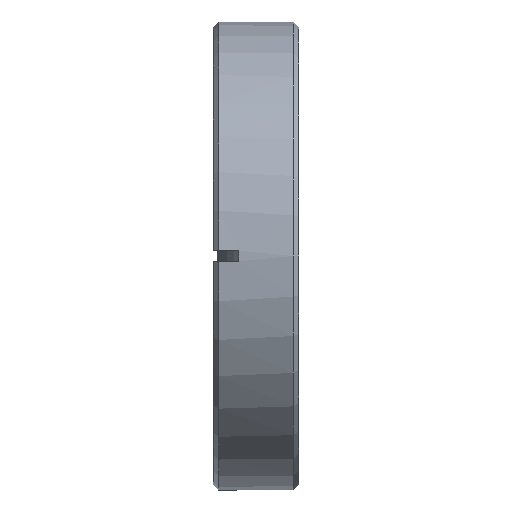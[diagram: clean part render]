
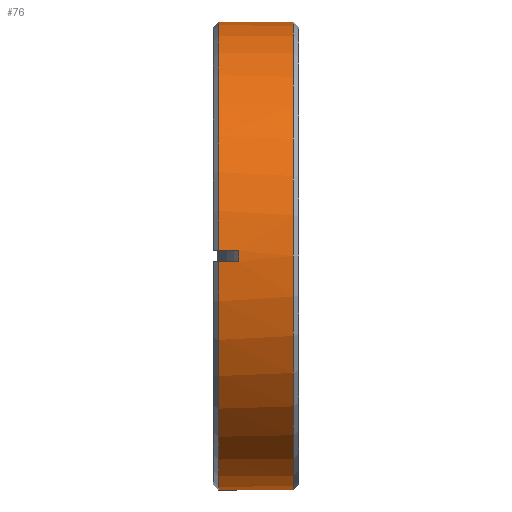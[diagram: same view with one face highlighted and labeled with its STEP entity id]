
A CAD part, left-side view. The second image highlights one B-rep face of the part: STEP entity #76.
In plain terms, the highlighted cylindrical face has radius 34.925 mm (diameter 69.85 mm), a partial arc.
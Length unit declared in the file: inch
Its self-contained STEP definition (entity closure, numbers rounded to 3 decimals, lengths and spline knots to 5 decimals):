
#63 = EDGE_CURVE ( 'NONE', #875, #729, #357, .T. ) ;
#64 = EDGE_CURVE ( 'NONE', #1131, #729, #1884, .T. ) ;
#76 = ADVANCED_FACE ( 'NONE', ( #2131 ), #2073, .T. ) ;
#84 = EDGE_CURVE ( 'NONE', #751, #875, #2118, .T. ) ;
#85 = EDGE_CURVE ( 'NONE', #835, #836, #469, .T. ) ;
#108 = EDGE_CURVE ( 'NONE', #1131, #1123, #1841, .T. ) ;
#237 = EDGE_LOOP ( 'NONE', ( #833, #905, #924, #812, #829, #913, #918, #813 ) ) ;
#357 = B_SPLINE_CURVE_WITH_KNOTS ( 'NONE', 3,
 ( #1875, #1886, #1880, #1873, #1872 ),
 .UNSPECIFIED., .F., .F.,
 ( 4, 1, 4 ),
 ( 0.06848, 0.06927, 0.07005 ),
 .UNSPECIFIED. ) ;
#361 = VECTOR ( 'NONE', #1869, 39.37008 ) ;
#431 = AXIS2_PLACEMENT_3D ( 'NONE', #2114, #2112, #2111 ) ;
#437 = AXIS2_PLACEMENT_3D ( 'NONE', #2110, #2085, #2059 ) ;
#469 = CIRCLE ( 'NONE', #431, 1.375 ) ;
#471 = VECTOR ( 'NONE', #2116, 39.37008 ) ;
#620 = EDGE_CURVE ( 'NONE', #835, #1121, #1605, .T. ) ;
#626 = EDGE_CURVE ( 'NONE', #836, #1123, #1596, .T. ) ;
#629 = EDGE_CURVE ( 'NONE', #1121, #751, #1366, .T. ) ;
#729 = VERTEX_POINT ( 'NONE', #1289 ) ;
#751 = VERTEX_POINT ( 'NONE', #1272 ) ;
#812 = ORIENTED_EDGE ( 'NONE', *, *, #108, .F. ) ;
#813 = ORIENTED_EDGE ( 'NONE', *, *, #629, .F. ) ;
#829 = ORIENTED_EDGE ( 'NONE', *, *, #64, .T. ) ;
#833 = ORIENTED_EDGE ( 'NONE', *, *, #620, .F. ) ;
#835 = VERTEX_POINT ( 'NONE', #1253 ) ;
#836 = VERTEX_POINT ( 'NONE', #1254 ) ;
#875 = VERTEX_POINT ( 'NONE', #1240 ) ;
#905 = ORIENTED_EDGE ( 'NONE', *, *, #85, .T. ) ;
#913 = ORIENTED_EDGE ( 'NONE', *, *, #63, .F. ) ;
#918 = ORIENTED_EDGE ( 'NONE', *, *, #84, .F. ) ;
#924 = ORIENTED_EDGE ( 'NONE', *, *, #626, .T. ) ;
#1121 = VERTEX_POINT ( 'NONE', #1198 ) ;
#1123 = VERTEX_POINT ( 'NONE', #1197 ) ;
#1131 = VERTEX_POINT ( 'NONE', #1192 ) ;
#1192 = CARTESIAN_POINT ( 'NONE',  ( -1.77037, 1.39786, -0.3223 ) ) ;
#1197 = CARTESIAN_POINT ( 'NONE',  ( -0.39572, 1.39786, 1.0217 ) ) ;
#1198 = CARTESIAN_POINT ( 'NONE',  ( -0.39572, 1.39786, -1.7283 ) ) ;
#1240 = CARTESIAN_POINT ( 'NONE',  ( -1.77037, 1.27998, -0.3843 ) ) ;
#1253 = CARTESIAN_POINT ( 'NONE',  ( -0.39572, 0.95786, -1.7283 ) ) ;
#1254 = CARTESIAN_POINT ( 'NONE',  ( -0.39572, 0.95786, 1.0217 ) ) ;
#1272 = CARTESIAN_POINT ( 'NONE',  ( -1.77037, 1.39786, -0.3843 ) ) ;
#1289 = CARTESIAN_POINT ( 'NONE',  ( -1.77037, 1.27998, -0.3223 ) ) ;
#1331 = VECTOR ( 'NONE', #1603, 39.37008 ) ;
#1366 = CIRCLE ( 'NONE', #1371, 1.375 ) ;
#1371 = AXIS2_PLACEMENT_3D ( 'NONE', #1571, #1570, #1567 ) ;
#1377 = VECTOR ( 'NONE', #1582, 39.37008 ) ;
#1386 = DIRECTION ( 'NONE',  ( 0., 0., 1. ) ) ;
#1391 = DIRECTION ( 'NONE',  ( 0., 1., 0. ) ) ;
#1394 = CARTESIAN_POINT ( 'NONE',  ( -0.39572, 1.39786, -0.3533 ) ) ;
#1567 = DIRECTION ( 'NONE',  ( 0., 0., 1. ) ) ;
#1570 = DIRECTION ( 'NONE',  ( 0., 1., 0. ) ) ;
#1571 = CARTESIAN_POINT ( 'NONE',  ( -0.39572, 1.39786, -0.3533 ) ) ;
#1582 = DIRECTION ( 'NONE',  ( 0., 1., 0. ) ) ;
#1594 = CARTESIAN_POINT ( 'NONE',  ( -0.39572, 0.92786, 1.0217 ) ) ;
#1596 = LINE ( 'NONE', #1594, #1377 ) ;
#1603 = DIRECTION ( 'NONE',  ( 0., 1., 0. ) ) ;
#1604 = CARTESIAN_POINT ( 'NONE',  ( -0.39572, 0.92786, -1.7283 ) ) ;
#1605 = LINE ( 'NONE', #1604, #1331 ) ;
#1835 = AXIS2_PLACEMENT_3D ( 'NONE', #1394, #1391, #1386 ) ;
#1841 = CIRCLE ( 'NONE', #1835, 1.375 ) ;
#1869 = DIRECTION ( 'NONE',  ( 0., -1., 0. ) ) ;
#1871 = CARTESIAN_POINT ( 'NONE',  ( -1.77037, 0.92786, -0.3223 ) ) ;
#1872 = CARTESIAN_POINT ( 'NONE',  ( -1.77037, 1.27998, -0.3223 ) ) ;
#1873 = CARTESIAN_POINT ( 'NONE',  ( -1.77061, 1.27995, -0.33264 ) ) ;
#1875 = CARTESIAN_POINT ( 'NONE',  ( -1.77037, 1.27998, -0.3843 ) ) ;
#1880 = CARTESIAN_POINT ( 'NONE',  ( -1.77084, 1.27992, -0.35331 ) ) ;
#1884 = LINE ( 'NONE', #1871, #361 ) ;
#1886 = CARTESIAN_POINT ( 'NONE',  ( -1.77061, 1.27995, -0.37397 ) ) ;
#2059 = DIRECTION ( 'NONE',  ( 0., 0., 1. ) ) ;
#2073 = CYLINDRICAL_SURFACE ( 'NONE', #437, 1.375 ) ;
#2085 = DIRECTION ( 'NONE',  ( 0., 1., 0. ) ) ;
#2110 = CARTESIAN_POINT ( 'NONE',  ( -0.39572, 0.92786, -0.3533 ) ) ;
#2111 = DIRECTION ( 'NONE',  ( 0., 0., 1. ) ) ;
#2112 = DIRECTION ( 'NONE',  ( 0., 1., 0. ) ) ;
#2114 = CARTESIAN_POINT ( 'NONE',  ( -0.39572, 0.95786, -0.3533 ) ) ;
#2116 = DIRECTION ( 'NONE',  ( 0., -1., 0. ) ) ;
#2117 = CARTESIAN_POINT ( 'NONE',  ( -1.77037, 0.92786, -0.3843 ) ) ;
#2118 = LINE ( 'NONE', #2117, #471 ) ;
#2131 = FACE_OUTER_BOUND ( 'NONE', #237, .T. ) ;
